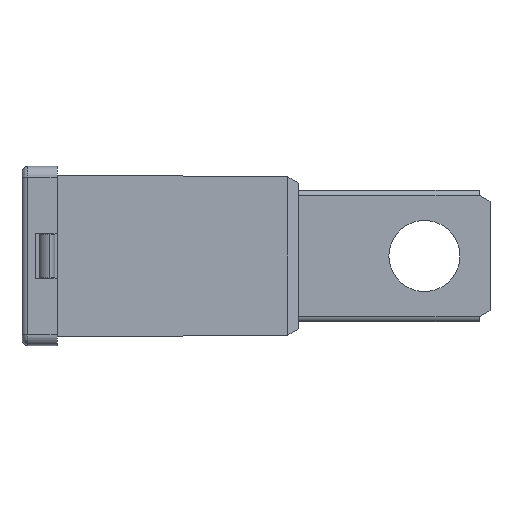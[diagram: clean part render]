
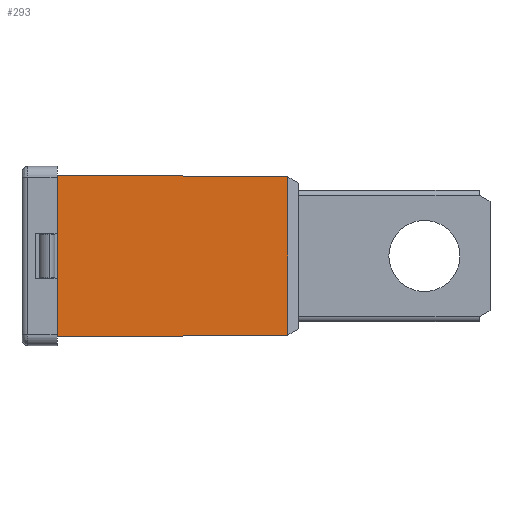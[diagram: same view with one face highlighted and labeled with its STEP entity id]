
A CAD part, left-side view. The second image highlights one B-rep face of the part: STEP entity #293.
In plain terms, the highlighted planar face has unit normal (-1, -0.005, 0).
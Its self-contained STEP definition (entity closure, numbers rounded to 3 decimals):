
#293=ADVANCED_FACE('',(#639),#467,.T.);
#467=PLANE('',#3977);
#639=FACE_OUTER_BOUND('',#842,.T.);
#842=EDGE_LOOP('',(#2270,#2271,#2272,#2273,#2274,#2275));
#1150=LINE('',#5718,#1573);
#1151=LINE('',#5720,#1574);
#1181=LINE('',#5802,#1604);
#1183=LINE('',#5806,#1606);
#1184=LINE('',#5808,#1607);
#1185=LINE('',#5809,#1608);
#1573=VECTOR('',#4587,1.);
#1574=VECTOR('',#4590,1.);
#1604=VECTOR('',#4670,1.);
#1606=VECTOR('',#4674,1.);
#1607=VECTOR('',#4675,1.);
#1608=VECTOR('',#4676,1.);
#2270=ORIENTED_EDGE('',*,*,#3509,.T.);
#2271=ORIENTED_EDGE('',*,*,#3511,.F.);
#2272=ORIENTED_EDGE('',*,*,#3512,.F.);
#2273=ORIENTED_EDGE('',*,*,#3467,.F.);
#2274=ORIENTED_EDGE('',*,*,#3466,.F.);
#2275=ORIENTED_EDGE('',*,*,#3513,.F.);
#2880=VERTEX_POINT('',#5179);
#2884=VERTEX_POINT('',#5191);
#3048=VERTEX_POINT('',#5717);
#3075=VERTEX_POINT('',#5801);
#3076=VERTEX_POINT('',#5803);
#3077=VERTEX_POINT('',#5807);
#3466=EDGE_CURVE('',#3048,#2880,#1150,.T.);
#3467=EDGE_CURVE('',#2880,#2884,#1151,.T.);
#3509=EDGE_CURVE('',#3076,#3075,#1181,.T.);
#3511=EDGE_CURVE('',#3077,#3075,#1183,.T.);
#3512=EDGE_CURVE('',#2884,#3077,#1184,.T.);
#3513=EDGE_CURVE('',#3076,#3048,#1185,.T.);
#3977=AXIS2_PLACEMENT_3D('',#5810,#4677,#4678);
#4587=DIRECTION('',(0.,0.,1.));
#4590=DIRECTION('',(0.,0.,1.));
#4670=DIRECTION('',(0.,0.,1.));
#4674=DIRECTION('',(0.005,-1.,-0.007));
#4675=DIRECTION('',(0.,0.,1.));
#4676=DIRECTION('',(-0.005,1.,-0.007));
#4677=DIRECTION('',(-1.,-0.005,0.));
#4678=DIRECTION('',(-0.005,1.,0.));
#5179=CARTESIAN_POINT('',(-9.9,21.11,-2.1));
#5191=CARTESIAN_POINT('',(-9.9,21.11,2.1));
#5717=CARTESIAN_POINT('',(-9.9,21.11,-7.4));
#5718=CARTESIAN_POINT('',(-9.9,21.11,-7.4));
#5720=CARTESIAN_POINT('',(-9.9,21.11,-2.1));
#5801=CARTESIAN_POINT('',(-9.8,0.01,7.25));
#5802=CARTESIAN_POINT('',(-9.8,0.01,-7.25));
#5803=CARTESIAN_POINT('',(-9.8,0.01,-7.25));
#5806=CARTESIAN_POINT('',(-9.9,21.11,7.4));
#5807=CARTESIAN_POINT('',(-9.9,21.11,7.4));
#5808=CARTESIAN_POINT('',(-9.9,21.11,2.1));
#5809=CARTESIAN_POINT('',(-9.8,0.01,-7.25));
#5810=CARTESIAN_POINT('',(-9.9,21.11,0.));
